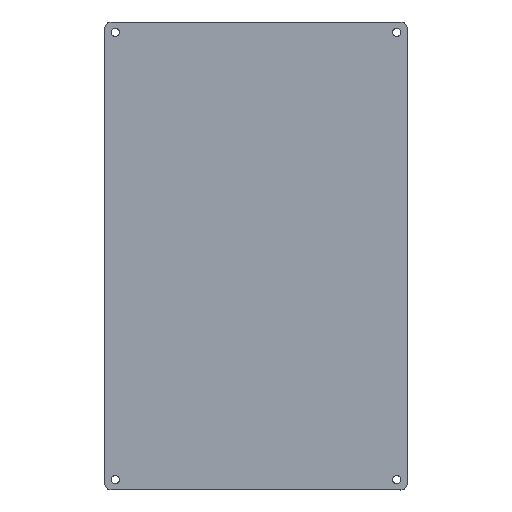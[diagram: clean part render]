
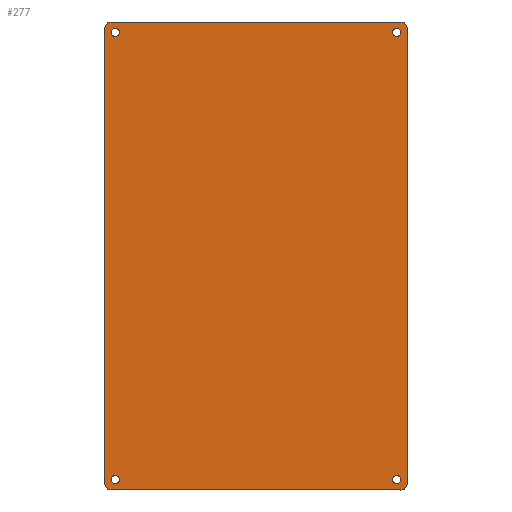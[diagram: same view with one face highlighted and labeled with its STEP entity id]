
A CAD part, top view. The second image highlights one B-rep face of the part: STEP entity #277.
In plain terms, the highlighted face is planar.
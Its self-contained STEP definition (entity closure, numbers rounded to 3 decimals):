
#19=FACE_BOUND('',#60,.T.);
#20=FACE_BOUND('',#61,.T.);
#21=FACE_BOUND('',#62,.T.);
#22=FACE_BOUND('',#63,.T.);
#31=PLANE('',#322);
#45=FACE_OUTER_BOUND('',#59,.T.);
#59=EDGE_LOOP('',(#233,#234,#235,#236,#237,#238,#239,#240));
#60=EDGE_LOOP('',(#241));
#61=EDGE_LOOP('',(#242));
#62=EDGE_LOOP('',(#243));
#63=EDGE_LOOP('',(#244));
#73=LINE('',#440,#93);
#78=LINE('',#454,#98);
#82=LINE('',#466,#102);
#86=LINE('',#478,#106);
#93=VECTOR('',#359,10.);
#98=VECTOR('',#372,10.);
#102=VECTOR('',#384,10.);
#106=VECTOR('',#396,10.);
#109=CIRCLE('',#295,1.);
#111=CIRCLE('',#298,1.);
#113=CIRCLE('',#301,1.);
#115=CIRCLE('',#304,1.);
#117=CIRCLE('',#308,1.499);
#119=CIRCLE('',#312,1.499);
#121=CIRCLE('',#316,1.499);
#123=CIRCLE('',#320,1.499);
#125=VERTEX_POINT('',#414);
#127=VERTEX_POINT('',#420);
#129=VERTEX_POINT('',#426);
#131=VERTEX_POINT('',#432);
#133=VERTEX_POINT('',#438);
#134=VERTEX_POINT('',#439);
#137=VERTEX_POINT('',#447);
#139=VERTEX_POINT('',#453);
#141=VERTEX_POINT('',#459);
#143=VERTEX_POINT('',#465);
#145=VERTEX_POINT('',#471);
#147=VERTEX_POINT('',#477);
#149=EDGE_CURVE('',#125,#125,#109,.T.);
#152=EDGE_CURVE('',#127,#127,#111,.T.);
#155=EDGE_CURVE('',#129,#129,#113,.T.);
#158=EDGE_CURVE('',#131,#131,#115,.T.);
#161=EDGE_CURVE('',#133,#134,#73,.T.);
#165=EDGE_CURVE('',#137,#133,#117,.T.);
#168=EDGE_CURVE('',#139,#137,#78,.T.);
#171=EDGE_CURVE('',#141,#139,#119,.T.);
#174=EDGE_CURVE('',#143,#141,#82,.T.);
#177=EDGE_CURVE('',#145,#143,#121,.T.);
#180=EDGE_CURVE('',#147,#145,#86,.T.);
#183=EDGE_CURVE('',#134,#147,#123,.T.);
#233=ORIENTED_EDGE('',*,*,#183,.F.);
#234=ORIENTED_EDGE('',*,*,#161,.F.);
#235=ORIENTED_EDGE('',*,*,#165,.F.);
#236=ORIENTED_EDGE('',*,*,#168,.F.);
#237=ORIENTED_EDGE('',*,*,#171,.F.);
#238=ORIENTED_EDGE('',*,*,#174,.F.);
#239=ORIENTED_EDGE('',*,*,#177,.F.);
#240=ORIENTED_EDGE('',*,*,#180,.F.);
#241=ORIENTED_EDGE('',*,*,#149,.T.);
#242=ORIENTED_EDGE('',*,*,#152,.T.);
#243=ORIENTED_EDGE('',*,*,#155,.T.);
#244=ORIENTED_EDGE('',*,*,#158,.T.);
#277=ADVANCED_FACE('',(#45,#19,#20,#21,#22),#31,.T.);
#295=AXIS2_PLACEMENT_3D('',#415,#331,#332);
#298=AXIS2_PLACEMENT_3D('',#421,#338,#339);
#301=AXIS2_PLACEMENT_3D('',#427,#345,#346);
#304=AXIS2_PLACEMENT_3D('',#433,#352,#353);
#308=AXIS2_PLACEMENT_3D('',#448,#365,#366);
#312=AXIS2_PLACEMENT_3D('',#460,#377,#378);
#316=AXIS2_PLACEMENT_3D('',#472,#389,#390);
#320=AXIS2_PLACEMENT_3D('',#483,#401,#402);
#322=AXIS2_PLACEMENT_3D('',#485,#405,#406);
#331=DIRECTION('center_axis',(0.,1.,0.));
#332=DIRECTION('ref_axis',(1.,0.,0.));
#338=DIRECTION('center_axis',(0.,1.,0.));
#339=DIRECTION('ref_axis',(1.,0.,0.));
#345=DIRECTION('center_axis',(0.,1.,0.));
#346=DIRECTION('ref_axis',(1.,0.,0.));
#352=DIRECTION('center_axis',(0.,1.,0.));
#353=DIRECTION('ref_axis',(1.,0.,0.));
#359=DIRECTION('',(-1.,0.,0.));
#365=DIRECTION('center_axis',(0.,1.,0.));
#366=DIRECTION('ref_axis',(0.,0.,
-1.));
#372=DIRECTION('',(0.,0.,-1.));
#377=DIRECTION('center_axis',(0.,1.,0.));
#378=DIRECTION('ref_axis',(1.,0.,0.));
#384=DIRECTION('',(1.,0.,0.));
#389=DIRECTION('center_axis',(0.,1.,0.));
#390=DIRECTION('ref_axis',(0.,0.,1.));
#396=DIRECTION('',(0.,0.,1.));
#401=DIRECTION('center_axis',(0.,1.,0.));
#402=DIRECTION('ref_axis',(-1.,0.,0.));
#405=DIRECTION('center_axis',(0.,-1.,0.));
#406=DIRECTION('ref_axis',(0.,0.,1.));
#414=CARTESIAN_POINT('',(34.,-37.,-43.));
#415=CARTESIAN_POINT('Origin',(34.,-37.,-44.));
#420=CARTESIAN_POINT('',(34.,-37.,65.));
#421=CARTESIAN_POINT('Origin',(34.,-37.,64.));
#426=CARTESIAN_POINT('',(-34.,-37.,-43.));
#427=CARTESIAN_POINT('Origin',(-34.,-37.,-44.));
#432=CARTESIAN_POINT('',(-34.,-37.,65.));
#433=CARTESIAN_POINT('Origin',(-34.,-37.,64.));
#438=CARTESIAN_POINT('',(35.001,-37.,-46.5));
#439=CARTESIAN_POINT('',(-35.001,-37.,-46.5));
#440=CARTESIAN_POINT('',(35.001,-37.,-46.5));
#447=CARTESIAN_POINT('',(36.5,-37.,-45.001));
#448=CARTESIAN_POINT('Origin',(35.001,-37.,-45.001));
#453=CARTESIAN_POINT('',(36.5,-37.,65.001));
#454=CARTESIAN_POINT('',(36.5,-37.,65.001));
#459=CARTESIAN_POINT('',(35.001,-37.,66.5));
#460=CARTESIAN_POINT('Origin',(35.001,-37.,65.001));
#465=CARTESIAN_POINT('',(-35.001,-37.,66.5));
#466=CARTESIAN_POINT('',(-35.001,-37.,66.5));
#471=CARTESIAN_POINT('',(-36.5,-37.,65.001));
#472=CARTESIAN_POINT('Origin',(-35.001,-37.,65.001));
#477=CARTESIAN_POINT('',(-36.5,-37.,-45.001));
#478=CARTESIAN_POINT('',(-36.5,-37.,-45.001));
#483=CARTESIAN_POINT('Origin',(-35.001,-37.,-45.001));
#485=CARTESIAN_POINT('Origin',(-43.92,-37.,-57.92));
